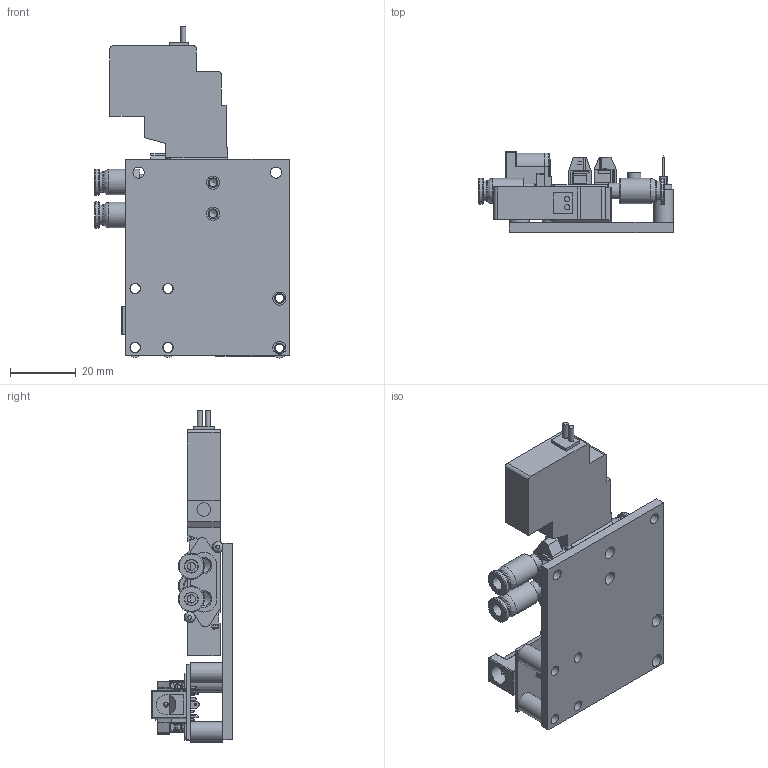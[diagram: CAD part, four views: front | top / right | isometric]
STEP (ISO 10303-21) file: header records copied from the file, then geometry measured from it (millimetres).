
FILE_DESCRIPTION(/* description */ (''),/* implementation_level */ '2;1');
FILE_NAME(/* name */ 'Pico - Pneumatic.step',/* time_stamp */ '2025-05-15T17:09:53+07:00',/* author */ (''),/* organization */ (''),/* preprocessor_version */ 'ST-DEVELOPER v20.1',/* originating_system */ 'Autodesk Translation Framework v14.4.0.0',/* authorisation */ '');
FILE_SCHEMA (('AUTOMOTIVE_DESIGN { 1 0 10303 214 3 1 1 }'));
Length unit declared in the file: millimetre
Products named in the file (29): Pico - Pneumatic; SY3120-1G-M5_V2; Pico Pneumatic Base; ET DC Jack; PCB_Terminal_Block_3-P3.5; Body025; Body026; Body027; M1.6x4-Screw039; Body028; Body029; Body030; Body031; Body032; Body033; Power Jack; Pneumatique_connector; DRV8871_module; DRV8871_module_PCB; RESC-0805; CAPC-0805-T0; DRV8871_R-PDSO-G8; electrolytic_capacitor_D4; SMD AEC (Base); SMD AEC (Cylinder); SMD AEC (Pin); 2445P Screw Terminal Block- 2 Pin, 3.5mm Pitch, Side Entry; ZL201-40_P2-54_L101_W2-54_H8-9; 4-Pin Header - Male - 2.54mm
Assembly tree (32 placements, depth 4):
  Pico - Pneumatic
    SY3120-1G-M5_V2
    Pico Pneumatic Base
    ET DC Jack
      PCB_Terminal_Block_3-P3.5
        Body025
        Body026
        Body027
        M1.6x4-Screw039
        Body028
        Body029
        Body030
        Body031
        Body032
        Body033
      Power Jack
    Pneumatique_connector  x3
    DRV8871_module
      DRV8871_module_PCB
      RESC-0805
      CAPC-0805-T0
      DRV8871_R-PDSO-G8
      electrolytic_capacitor_D4
        SMD AEC (Base)
        SMD AEC (Pin)  x2
        SMD AEC (Cylinder)
      2445P Screw Terminal Block- 2 Pin, 3.5mm Pitch, Side Entry  x2
      ZL201-40_P2-54_L101_W2-54_H8-9
        4-Pin Header - Male - 2.54mm
Bounding box: 59.39 x 24.8 x 101.37 mm (x, y, z)
Volume: 31835.8 mm3; surface area: 23693.9 mm2
Topology: 44 solids, 44 shells, 2100 faces, 5358 edges, 3461 vertices
Faces by surface type: plane 1297, cylinder 393, bspline 323, torus 52, cone 19, sphere 16
Full cylindrical faces by diameter (mm): 0.583 x2, 0.7 x3, 1 x5, 1.2 x4, 1.25 x6, 1.5 x2, 1.6 x5, 1.8 x7, 2 x20, 2.1 x3, 2.2 x4, 2.459 x2, 2.5 x11, 2.54 x2, 2.6 x4, 2.9 x4, 3 x6, 3.1 x3, 3.2 x10, 3.4 x2, 4 x13, 4.134 x2, 4.15 x1, 4.8 x3, 6 x10, 6.4 x3, 7.8 x3, 8 x3
Entity records: 59657 total; most frequent: CARTESIAN_POINT 13908, ORIENTED_EDGE 9520, DIRECTION 8070, EDGE_CURVE 4760, LINE 3262, VECTOR 3262, VERTEX_POINT 3089, AXIS2_PLACEMENT_3D 2404
